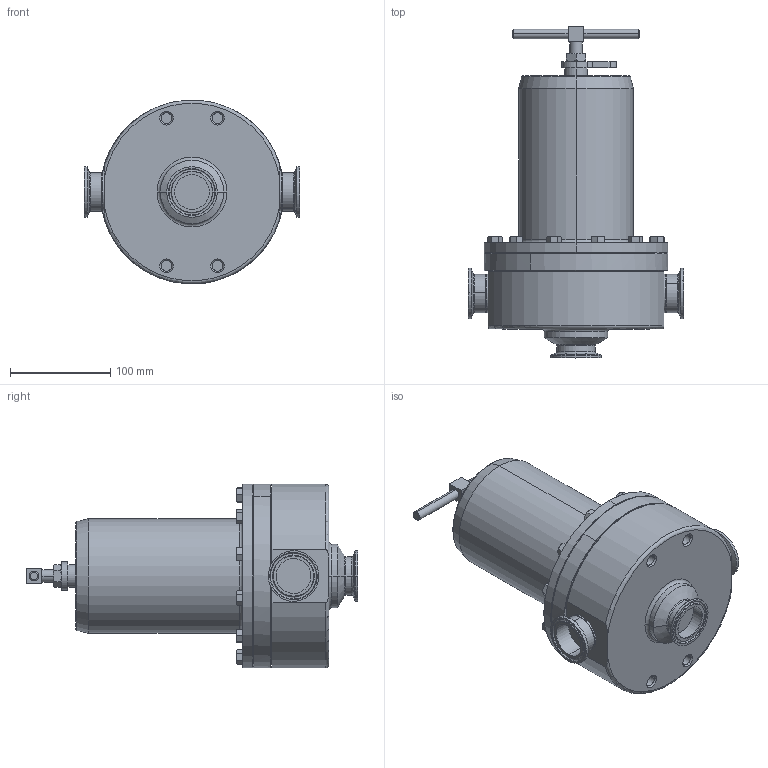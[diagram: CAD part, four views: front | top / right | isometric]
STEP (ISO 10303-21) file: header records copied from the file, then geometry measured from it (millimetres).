
FILE_DESCRIPTION (( 'STEP AP203' ), '1' );
FILE_NAME ('95FT-150-6L.STEP', '2023-03-21T16:33:47', ( '' ), ( '' ), 'SwSTEP 2.0', 'SolidWorks 2022', '' );
FILE_SCHEMA (( 'CONFIG_CONTROL_DESIGN' ));
Length unit declared in the file: inch
Products named in the file (1): 95FT-150-6L
Bounding box: 214.93 x 330.96 x 183.39 mm (x, y, z)
Volume: 4038121.5 mm3; surface area: 218134.7 mm2
Topology: 1 solids, 1 shells, 407 faces, 933 edges, 569 vertices
Faces by surface type: plane 132, cone 128, cylinder 115, torus 32
Entity records: 12476 total; most frequent: CARTESIAN_POINT 3148, DIRECTION 1979, ORIENTED_EDGE 1866, EDGE_CURVE 933, AXIS2_PLACEMENT_3D 820, VERTEX_POINT 569, EDGE_LOOP 496, CIRCLE 412
